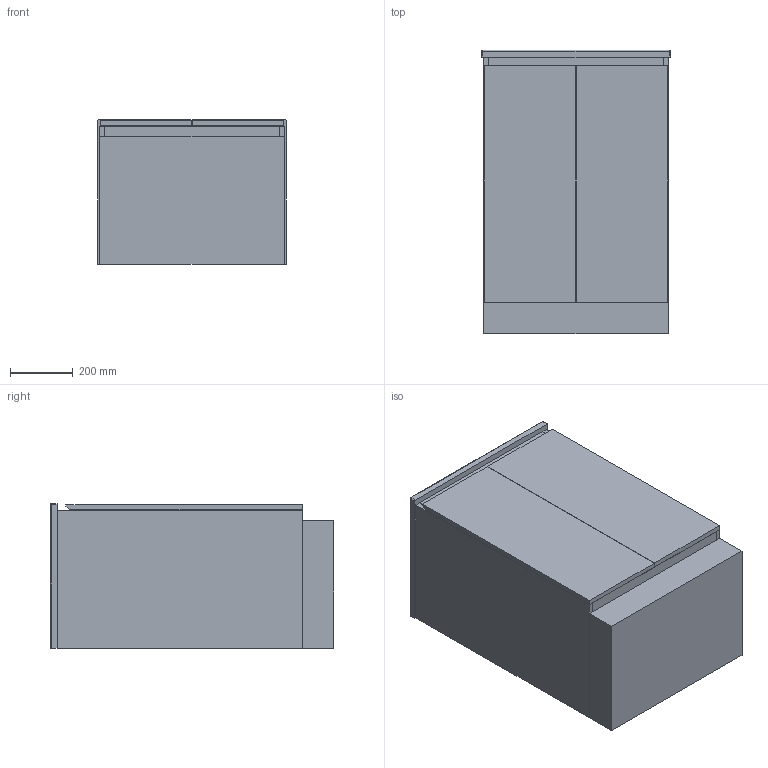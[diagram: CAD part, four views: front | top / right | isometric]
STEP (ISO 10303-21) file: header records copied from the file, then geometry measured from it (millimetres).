
FILE_DESCRIPTION (( 'STEP AP214' ), '1' );
FILE_NAME ('FD Acrylic 600 WK ASSEM.STEP', '2019-03-06T04:29:44', ( '' ), ( '' ), 'SwSTEP 2.0', 'SolidWorks 2015', '' );
FILE_SCHEMA (( 'AUTOMOTIVE_DESIGN' ));
Length unit declared in the file: millimetre
Products named in the file (3): Essentials Acrylic 600; FD Acrylic 600 WK ASSEM; FD Acrylic 600 WK
Assembly tree (2 placements, depth 2):
  FD Acrylic 600 WK ASSEM
    FD Acrylic 600 WK
    Essentials Acrylic 600
Bounding box: 600 x 902.1 x 460 mm (x, y, z)
Volume: 61886263.8 mm3; surface area: 5404521.3 mm2
Topology: 9 solids, 9 shells, 90 faces, 192 edges, 118 vertices
Faces by surface type: plane 64, cylinder 14, bspline 6, sphere 4, torus 2
Entity records: 3365 total; most frequent: CARTESIAN_POINT 1113, DIRECTION 386, ORIENTED_EDGE 376, EDGE_CURVE 188, VECTOR 148, LINE 148, AXIS2_PLACEMENT_3D 119, VERTEX_POINT 118
